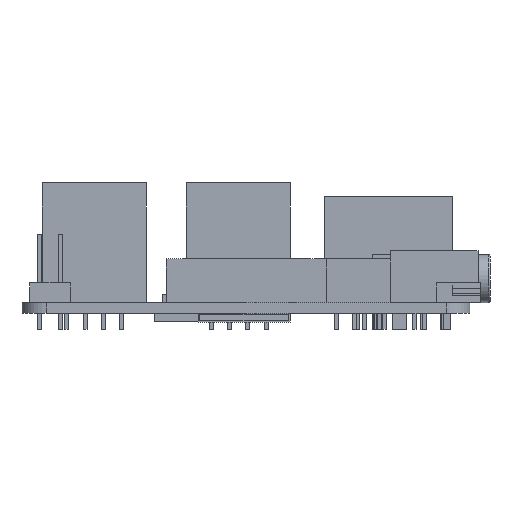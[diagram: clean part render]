
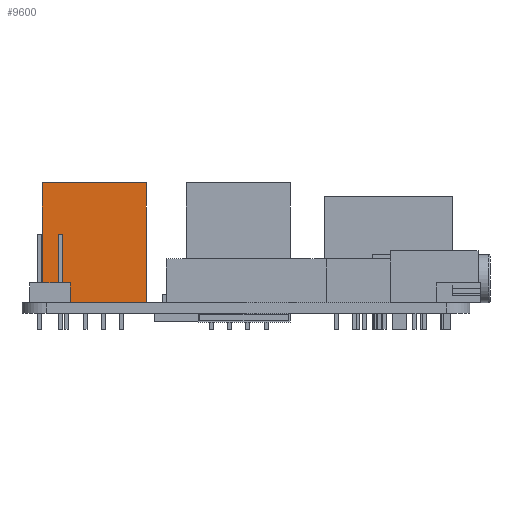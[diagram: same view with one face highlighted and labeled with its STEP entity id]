
A CAD part, left-side view. The second image highlights one B-rep face of the part: STEP entity #9600.
In plain terms, the highlighted planar face has unit normal (-1, 0, 0).
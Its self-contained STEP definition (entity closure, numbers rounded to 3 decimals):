
#391 = VERTEX_POINT ( 'NONE', #11651 ) ;
#563 = VECTOR ( 'NONE', #20308, 1000. ) ;
#1502 = CARTESIAN_POINT ( 'NONE',  ( 27.5, 25.5, 16.3 ) ) ;
#2257 = LINE ( 'NONE', #13789, #23527 ) ;
#3443 = LINE ( 'NONE', #32129, #12665 ) ;
#5518 = DIRECTION ( 'NONE',  ( 0., -1., 0. ) ) ;
#6407 = LINE ( 'NONE', #1502, #563 ) ;
#9430 = AXIS2_PLACEMENT_3D ( 'NONE', #21407, #31798, #24170 ) ;
#9600 = ADVANCED_FACE ( 'NONE', ( #34476 ), #18855, .F. ) ;
#10544 = CARTESIAN_POINT ( 'NONE',  ( 27.5, 25.5, 1.3 ) ) ;
#10618 = EDGE_CURVE ( 'NONE', #391, #15212, #6407, .T. ) ;
#11502 = EDGE_CURVE ( 'NONE', #15212, #30549, #24582, .T. ) ;
#11651 = CARTESIAN_POINT ( 'NONE',  ( 27.5, 25.5, 16.3 ) ) ;
#12302 = ORIENTED_EDGE ( 'NONE', *, *, #11502, .T. ) ;
#12515 = VECTOR ( 'NONE', #21176, 1000. ) ;
#12665 = VECTOR ( 'NONE', #5518, 1000. ) ;
#13789 = CARTESIAN_POINT ( 'NONE',  ( 27.5, 12.5, 16.3 ) ) ;
#15212 = VERTEX_POINT ( 'NONE', #10544 ) ;
#15926 = EDGE_CURVE ( 'NONE', #16040, #30549, #2257, .T. ) ;
#16040 = VERTEX_POINT ( 'NONE', #22401 ) ;
#18855 = PLANE ( 'NONE',  #9430 ) ;
#20308 = DIRECTION ( 'NONE',  ( 0., 0., -1. ) ) ;
#21176 = DIRECTION ( 'NONE',  ( 0., -1., 0. ) ) ;
#21407 = CARTESIAN_POINT ( 'NONE',  ( 27.5, 25.5, 16.3 ) ) ;
#21803 = DIRECTION ( 'NONE',  ( 0., 0., -1. ) ) ;
#22401 = CARTESIAN_POINT ( 'NONE',  ( 27.5, 12.5, 16.3 ) ) ;
#23091 = EDGE_LOOP ( 'NONE', ( #12302, #30299, #32867, #25767 ) ) ;
#23488 = EDGE_CURVE ( 'NONE', #391, #16040, #3443, .T. ) ;
#23527 = VECTOR ( 'NONE', #21803, 1000. ) ;
#24170 = DIRECTION ( 'NONE',  ( 0., 1., 0. ) ) ;
#24582 = LINE ( 'NONE', #28996, #12515 ) ;
#25767 = ORIENTED_EDGE ( 'NONE', *, *, #10618, .T. ) ;
#28996 = CARTESIAN_POINT ( 'NONE',  ( 27.5, 25.5, 1.3 ) ) ;
#30299 = ORIENTED_EDGE ( 'NONE', *, *, #15926, .F. ) ;
#30549 = VERTEX_POINT ( 'NONE', #33594 ) ;
#31798 = DIRECTION ( 'NONE',  ( 1., 0., 0. ) ) ;
#32129 = CARTESIAN_POINT ( 'NONE',  ( 27.5, 25.5, 16.3 ) ) ;
#32867 = ORIENTED_EDGE ( 'NONE', *, *, #23488, .F. ) ;
#33594 = CARTESIAN_POINT ( 'NONE',  ( 27.5, 12.5, 1.3 ) ) ;
#34476 = FACE_OUTER_BOUND ( 'NONE', #23091, .T. ) ;
